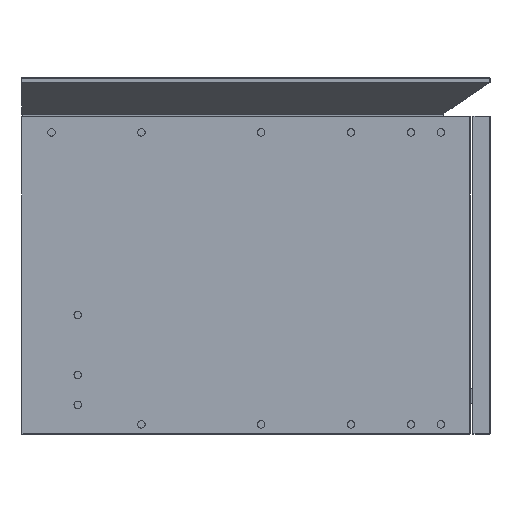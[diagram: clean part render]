
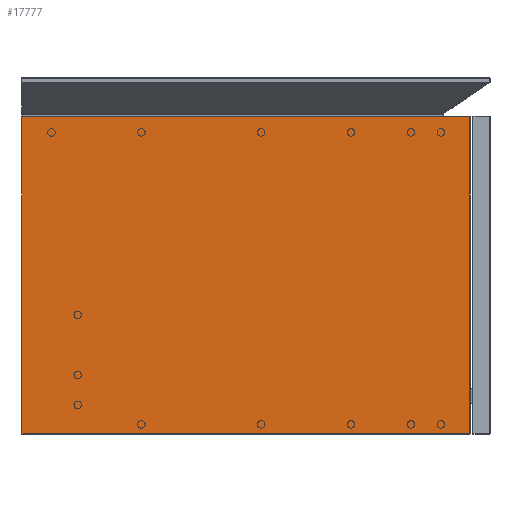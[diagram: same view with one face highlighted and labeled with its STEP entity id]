
A CAD part, left-side view. The second image highlights one B-rep face of the part: STEP entity #17777.
In plain terms, the highlighted planar face has unit normal (-1, 0, 0).
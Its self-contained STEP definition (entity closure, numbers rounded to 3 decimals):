
#16481=CARTESIAN_POINT('',(-2496.653,5641.749,-0.8));
#16482=VERTEX_POINT('',#16481);
#16489=CARTESIAN_POINT('',(-2496.653,5163.881,-0.8));
#16490=VERTEX_POINT('',#16489);
#16491=CARTESIAN_POINT('',(-2496.653,5641.749,-0.8));
#16492=DIRECTION('',(0.0,-1.0,0.0));
#16493=VECTOR('',#16492,477.869);
#16494=LINE('',#16491,#16493);
#16495=EDGE_CURVE('',#16482,#16490,#16494,.T.);
#16511=CARTESIAN_POINT('',(-2496.653,5163.881,-339.2));
#16512=VERTEX_POINT('',#16511);
#16513=CARTESIAN_POINT('',(-2496.653,5641.749,-339.2));
#16514=VERTEX_POINT('',#16513);
#16515=CARTESIAN_POINT('',(-2496.653,5163.881,-339.2));
#16516=DIRECTION('',(0.0,1.0,0.0));
#16517=VECTOR('',#16516,477.869);
#16518=LINE('',#16515,#16517);
#16519=EDGE_CURVE('',#16512,#16514,#16518,.T.);
#16551=CARTESIAN_POINT('',(-2496.653,5163.549,-338.869));
#16552=VERTEX_POINT('',#16551);
#16553=CARTESIAN_POINT('',(-2496.653,5163.549,-338.869));
#16554=DIRECTION('',(0.0,0.707,-0.707));
#16555=VECTOR('',#16554,0.469);
#16556=LINE('',#16553,#16555);
#16557=EDGE_CURVE('',#16552,#16512,#16556,.T.);
#16582=CARTESIAN_POINT('',(-2496.653,5163.549,-1.131));
#16583=VERTEX_POINT('',#16582);
#16584=CARTESIAN_POINT('',(-2496.653,5163.549,-1.131));
#16585=DIRECTION('',(0.0,0.0,-1.0));
#16586=VECTOR('',#16585,337.737);
#16587=LINE('',#16584,#16586);
#16588=EDGE_CURVE('',#16583,#16552,#16587,.T.);
#16613=CARTESIAN_POINT('',(-2496.653,5163.881,-0.8));
#16614=DIRECTION('',(0.0,-0.707,-0.707));
#16615=VECTOR('',#16614,0.469);
#16616=LINE('',#16613,#16615);
#16617=EDGE_CURVE('',#16490,#16583,#16616,.T.);
#16771=CARTESIAN_POINT('',(-2496.653,5641.749,-339.2));
#16772=DIRECTION('',(0.0,0.0,1.0));
#16773=VECTOR('',#16772,338.4);
#16774=LINE('',#16771,#16773);
#16775=EDGE_CURVE('',#16514,#16482,#16774,.T.);
#17764=CARTESIAN_POINT('',(-2496.653,5402.649,-0.799));
#17765=DIRECTION('',(-1.0,0.0,0.0));
#17766=DIRECTION('',(0.0,0.0,1.0));
#17767=AXIS2_PLACEMENT_3D('',#17764,#17765,#17766);
#17768=PLANE('',#17767);
#17769=ORIENTED_EDGE('',*,*,#16495,.F.);
#17770=ORIENTED_EDGE('',*,*,#16775,.F.);
#17771=ORIENTED_EDGE('',*,*,#16519,.F.);
#17772=ORIENTED_EDGE('',*,*,#16557,.F.);
#17773=ORIENTED_EDGE('',*,*,#16588,.F.);
#17774=ORIENTED_EDGE('',*,*,#16617,.F.);
#17775=EDGE_LOOP('',(#17769,#17770,#17771,#17772,#17773,#17774));
#17776=FACE_OUTER_BOUND('',#17775,.T.);
#17777=ADVANCED_FACE('',(#17776),#17768,.T.);
